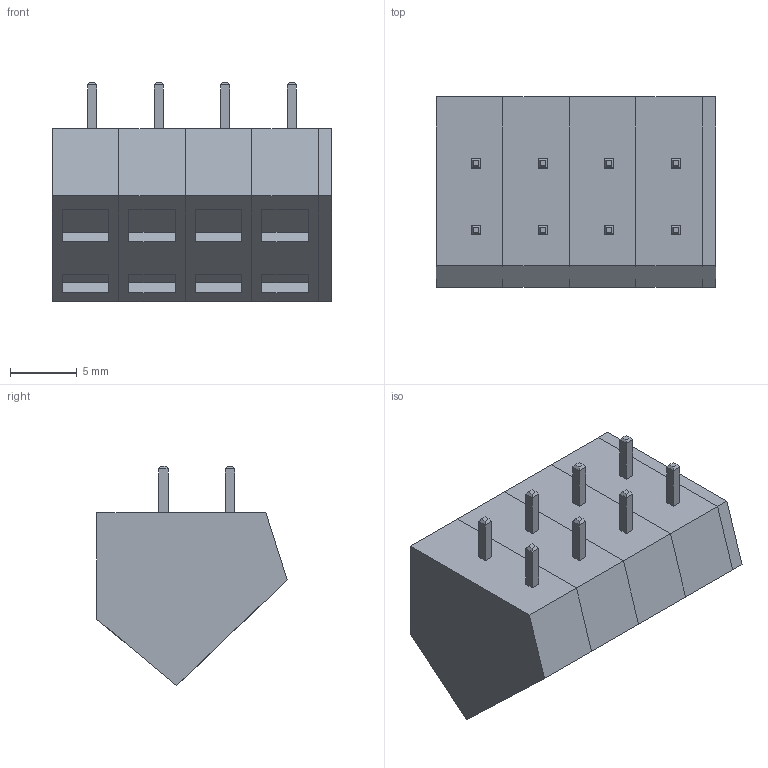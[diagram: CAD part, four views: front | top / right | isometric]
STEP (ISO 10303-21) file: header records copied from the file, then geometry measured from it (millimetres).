
FILE_DESCRIPTION (( 'STEP AP214' ), '1' );
FILE_NAME ('8191 FK4.STEP', '2022-02-28T03:07:43', ( '' ), ( '' ), 'SwSTEP 2.0', 'SolidWorks 2019', '' );
FILE_SCHEMA (( 'AUTOMOTIVE_DESIGN' ));
Length unit declared in the file: millimetre
Products named in the file (3): 8181; 8191; 8191 FK4
Assembly tree (5 placements, depth 2):
  8191 FK4
    8181
    8191  x4
Bounding box: 21 x 14.3 x 16.5 mm (x, y, z)
Volume: 2717 mm3; surface area: 2517.3 mm2
Topology: 5 solids, 5 shells, 167 faces, 379 edges, 242 vertices
Faces by surface type: plane 167
Entity records: 1641 total; most frequent: CARTESIAN_POINT 229, DIRECTION 216, ORIENTED_EDGE 212, VECTOR 106, EDGE_CURVE 106, LINE 106, VERTEX_POINT 68, AXIS2_PLACEMENT_3D 55
